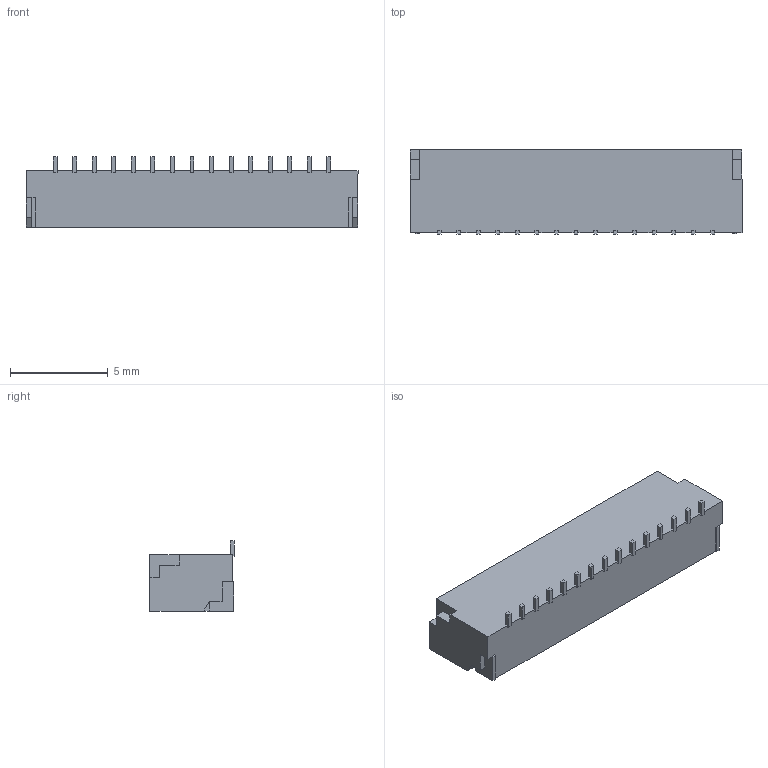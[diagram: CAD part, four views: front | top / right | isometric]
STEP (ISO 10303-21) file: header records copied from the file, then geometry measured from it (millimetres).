
FILE_DESCRIPTION (( 'STEP AP214' ), '1' );
FILE_NAME ('BM15B-SRSS.STEP', '2010-06-15T09:29:48', ( ' ' ), ( ' ' ), 'SwSTEP 2.0', 'SolidWorks 2005235', '' );
FILE_SCHEMA (( 'AUTOMOTIVE_DESIGN' ));
Length unit declared in the file: millimetre
Products named in the file (1): BM15B-SRSS
Bounding box: 17 x 4.32 x 3.6 mm (x, y, z)
Volume: 112.2 mm3; surface area: 417.6 mm2
Topology: 1 solids, 1 shells, 214 faces, 584 edges, 388 vertices
Faces by surface type: plane 214
Entity records: 8993 total; most frequent: CARTESIAN_POINT 1187, ORIENTED_EDGE 1168, DIRECTION 1014, EDGE_CURVE 584, VECTOR 584, LINE 584, VERTEX_POINT 388, EDGE_LOOP 230
